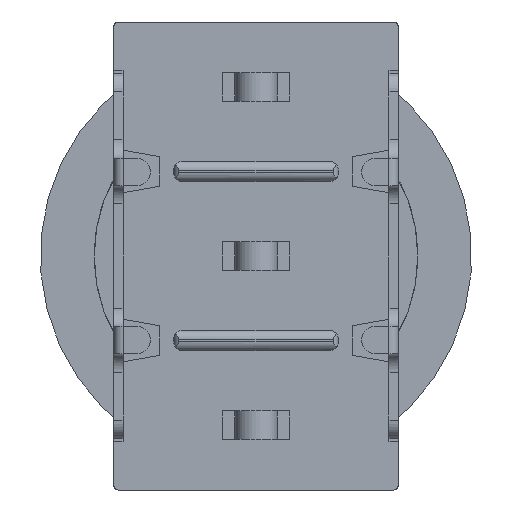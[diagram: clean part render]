
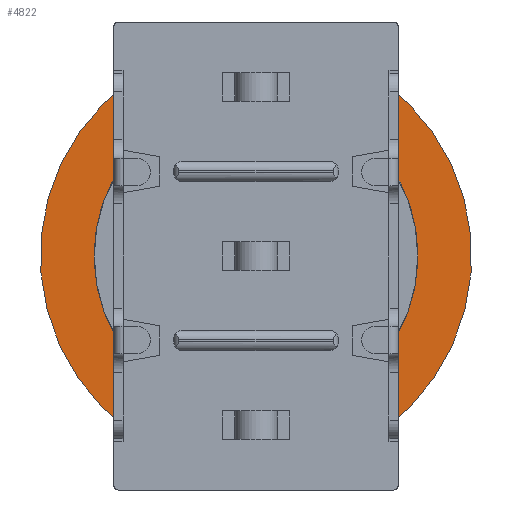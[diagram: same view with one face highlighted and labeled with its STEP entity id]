
A CAD part, front view. The second image highlights one B-rep face of the part: STEP entity #4822.
In plain terms, the highlighted face is planar.
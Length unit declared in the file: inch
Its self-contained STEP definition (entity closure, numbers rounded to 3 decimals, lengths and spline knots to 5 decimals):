
#144=FACE_BOUND('',#888,.T.);
#241=CIRCLE('',#5223,0.236);
#242=CIRCLE('',#5224,0.125);
#609=FACE_OUTER_BOUND('',#887,.T.);
#887=EDGE_LOOP('',(#4017,#4018,#4019,#4020,#4021,#4022));
#888=EDGE_LOOP('',(#4023,#4024,#4025,#4026));
#1273=LINE('',#7961,#1750);
#1276=LINE('',#7968,#1753);
#1280=LINE('',#7977,#1757);
#1287=LINE('',#7993,#1764);
#1289=LINE('',#7997,#1766);
#1290=LINE('',#7999,#1767);
#1291=LINE('',#8000,#1768);
#1292=LINE('',#8004,#1769);
#1750=VECTOR('',#6268,0.02505);
#1753=VECTOR('',#6273,0.02505);
#1757=VECTOR('',#6279,0.02);
#1764=VECTOR('',#6294,0.0206);
#1766=VECTOR('',#6298,0.0075);
#1767=VECTOR('',#6299,0.079);
#1768=VECTOR('',#6300,0.0075);
#1769=VECTOR('',#6305,0.0206);
#2232=VERTEX_POINT('',#7957);
#2234=VERTEX_POINT('',#7960);
#2236=VERTEX_POINT('',#7966);
#2237=VERTEX_POINT('',#7967);
#2240=VERTEX_POINT('',#7975);
#2241=VERTEX_POINT('',#7976);
#2246=VERTEX_POINT('',#7992);
#2247=VERTEX_POINT('',#7996);
#2248=VERTEX_POINT('',#7998);
#2249=VERTEX_POINT('',#8002);
#2847=EDGE_CURVE('',#2232,#2234,#1273,.T.);
#2850=EDGE_CURVE('',#2236,#2237,#1276,.T.);
#2854=EDGE_CURVE('',#2240,#2241,#1280,.T.);
#2863=EDGE_CURVE('',#2246,#2240,#1287,.T.);
#2865=EDGE_CURVE('',#2232,#2247,#1289,.T.);
#2866=EDGE_CURVE('',#2248,#2247,#1290,.T.);
#2867=EDGE_CURVE('',#2237,#2248,#1291,.T.);
#2868=EDGE_CURVE('',#2234,#2236,#241,.T.);
#2869=EDGE_CURVE('',#2249,#2246,#242,.T.);
#2870=EDGE_CURVE('',#2241,#2249,#1292,.T.);
#4017=ORIENTED_EDGE('',*,*,#2847,.F.);
#4018=ORIENTED_EDGE('',*,*,#2865,.T.);
#4019=ORIENTED_EDGE('',*,*,#2866,.F.);
#4020=ORIENTED_EDGE('',*,*,#2867,.F.);
#4021=ORIENTED_EDGE('',*,*,#2850,.F.);
#4022=ORIENTED_EDGE('',*,*,#2868,.F.);
#4023=ORIENTED_EDGE('',*,*,#2869,.T.);
#4024=ORIENTED_EDGE('',*,*,#2863,.T.);
#4025=ORIENTED_EDGE('',*,*,#2854,.T.);
#4026=ORIENTED_EDGE('',*,*,#2870,.T.);
#4585=PLANE('',#5222);
#4822=ADVANCED_FACE('',(#609,#144),#4585,.F.);
#5222=AXIS2_PLACEMENT_3D('',#7995,#6296,#6297);
#5223=AXIS2_PLACEMENT_3D('',#8001,#6301,#6302);
#5224=AXIS2_PLACEMENT_3D('',#8003,#6303,#6304);
#6268=DIRECTION('',(0.,-1.,0.));
#6273=DIRECTION('',(0.,-1.,0.));
#6279=DIRECTION('',(0.,-1.,0.));
#6294=DIRECTION('',(1.,0.,0.));
#6296=DIRECTION('center_axis',(0.,0.,1.));
#6297=DIRECTION('ref_axis',(1.,0.,0.));
#6298=DIRECTION('',(-1.,0.,0.));
#6299=DIRECTION('',(0.,-1.,0.));
#6300=DIRECTION('',(-1.,0.,0.));
#6301=DIRECTION('center_axis',(0.,0.,1.));
#6302=DIRECTION('ref_axis',(1.,0.,0.));
#6303=DIRECTION('center_axis',(0.,0.,1.));
#6304=DIRECTION('ref_axis',(1.,0.,0.));
#6305=DIRECTION('',(-1.,0.,0.));
#7957=CARTESIAN_POINT('',(-0.227,-0.0395,0.));
#7960=CARTESIAN_POINT('',(-0.227,-0.06455,0.));
#7961=CARTESIAN_POINT('',(-0.227,0.06455,0.));
#7966=CARTESIAN_POINT('',(-0.227,0.06455,0.));
#7967=CARTESIAN_POINT('',(-0.227,0.0395,0.));
#7968=CARTESIAN_POINT('',(-0.227,0.06455,0.));
#7975=CARTESIAN_POINT('',(-0.104,0.01,0.));
#7976=CARTESIAN_POINT('',(-0.104,-0.01,0.));
#7977=CARTESIAN_POINT('',(-0.104,0.01,0.));
#7992=CARTESIAN_POINT('',(-0.1246,0.01,0.));
#7993=CARTESIAN_POINT('',(-0.1246,0.01,0.));
#7995=CARTESIAN_POINT('Origin',(0.,0.,0.));
#7996=CARTESIAN_POINT('',(-0.2345,-0.0395,0.));
#7997=CARTESIAN_POINT('',(-0.1735,-0.0395,0.));
#7998=CARTESIAN_POINT('',(-0.2345,0.0395,0.));
#7999=CARTESIAN_POINT('',(-0.2345,0.0395,0.));
#8000=CARTESIAN_POINT('',(-0.1735,0.0395,0.));
#8001=CARTESIAN_POINT('Origin',(0.,0.,0.));
#8002=CARTESIAN_POINT('',(-0.1246,-0.01,0.));
#8003=CARTESIAN_POINT('Origin',(0.,0.,0.));
#8004=CARTESIAN_POINT('',(-0.104,-0.01,0.));
